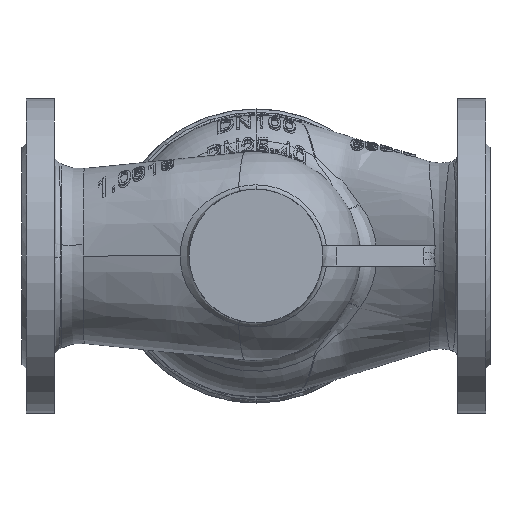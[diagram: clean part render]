
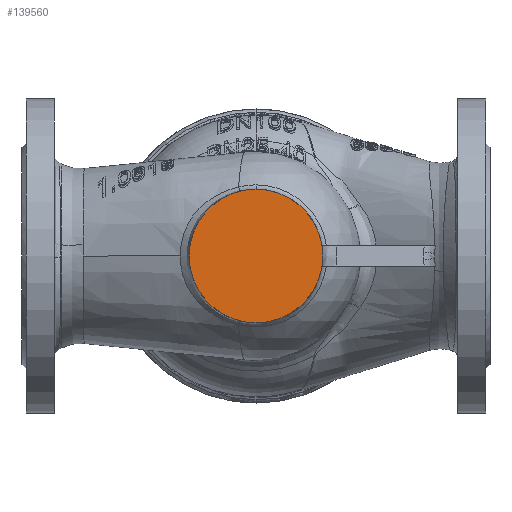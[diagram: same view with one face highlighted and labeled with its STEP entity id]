
A CAD part, front view. The second image highlights one B-rep face of the part: STEP entity #139560.
In plain terms, the highlighted planar face has unit normal (0, -1, 0).
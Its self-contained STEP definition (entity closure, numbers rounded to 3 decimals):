
#7653 = CARTESIAN_POINT ( 'NONE',  ( 0., -150., 0. ) ) ;
#9883 = DIRECTION ( 'NONE',  ( 0., 1., 0. ) ) ;
#20414 = CIRCLE ( 'NONE', #50970, 50. ) ;
#35790 = PLANE ( 'NONE',  #136922 ) ;
#36778 = CARTESIAN_POINT ( 'NONE',  ( 0., -150., 0. ) ) ;
#49798 = CIRCLE ( 'NONE', #167401, 50. ) ;
#50548 = DIRECTION ( 'NONE',  ( 0., 0., 1. ) ) ;
#50970 = AXIS2_PLACEMENT_3D ( 'NONE', #36778, #132789, #50548 ) ;
#72603 = FACE_OUTER_BOUND ( 'NONE', #127140, .T. ) ;
#77145 = DIRECTION ( 'NONE',  ( 0., 0., 1. ) ) ;
#83384 = VERTEX_POINT ( 'NONE', #124760 ) ;
#87984 = EDGE_CURVE ( 'NONE', #83384, #96846, #20414, .T. ) ;
#92022 = CARTESIAN_POINT ( 'NONE',  ( 0., -150., 0. ) ) ;
#94082 = CARTESIAN_POINT ( 'NONE',  ( 0., -150., 50. ) ) ;
#96846 = VERTEX_POINT ( 'NONE', #94082 ) ;
#105808 = DIRECTION ( 'NONE',  ( 0., 0., 1. ) ) ;
#106306 = EDGE_CURVE ( 'NONE', #96846, #83384, #49798, .T. ) ;
#124760 = CARTESIAN_POINT ( 'NONE',  ( 0., -150., -50. ) ) ;
#127140 = EDGE_LOOP ( 'NONE', ( #167443, #172112 ) ) ;
#132789 = DIRECTION ( 'NONE',  ( 0., 1., 0. ) ) ;
#136922 = AXIS2_PLACEMENT_3D ( 'NONE', #7653, #159367, #77145 ) ;
#139560 = ADVANCED_FACE ( 'NONE', ( #72603 ), #35790, .F. ) ;
#159367 = DIRECTION ( 'NONE',  ( 0., 1., 0. ) ) ;
#167401 = AXIS2_PLACEMENT_3D ( 'NONE', #92022, #9883, #105808 ) ;
#167443 = ORIENTED_EDGE ( 'NONE', *, *, #87984, .F. ) ;
#172112 = ORIENTED_EDGE ( 'NONE', *, *, #106306, .F. ) ;
